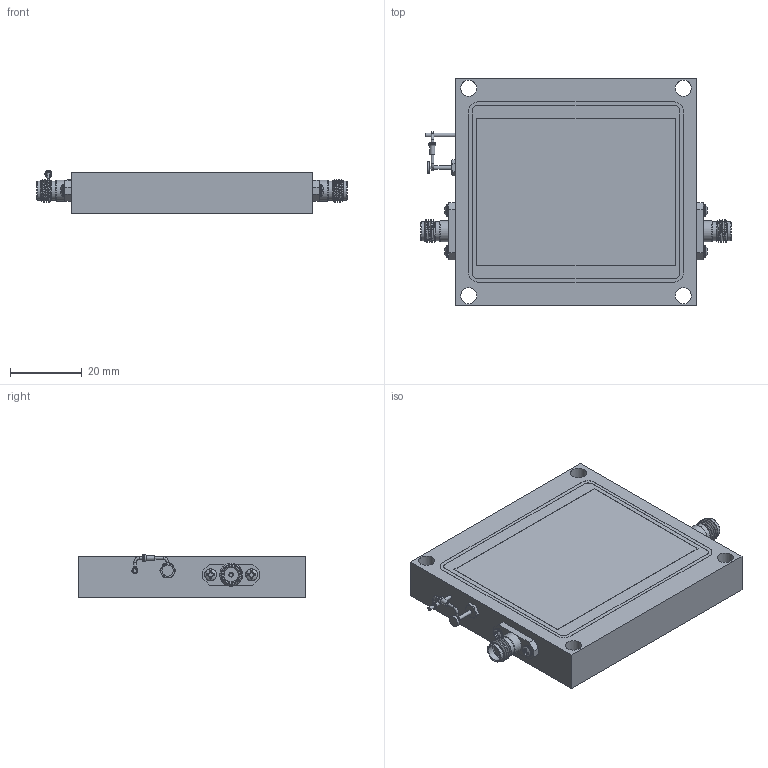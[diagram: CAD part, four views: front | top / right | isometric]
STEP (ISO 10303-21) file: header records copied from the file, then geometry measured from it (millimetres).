
FILE_DESCRIPTION (( 'STEP AP203' ), '1' );
FILE_NAME ('SPA-180-30-01-SMA-B_3D.step', '2021-03-18T16:09:36', ( '' ), ( '' ), 'SwSTEP 2.0', 'SolidWorks 2020', '' );
FILE_SCHEMA (( 'CONFIG_CONTROL_DESIGN' ));
Length unit declared in the file: inch
Products named in the file (1): SPA-180-30-01-SMA-B_3D
Bounding box: 86.46 x 63.5 x 12 mm (x, y, z)
Volume: 48961.2 mm3; surface area: 13058.3 mm2
Topology: 1 solids, 9 shells, 374 faces, 928 edges, 611 vertices
Faces by surface type: plane 161, cylinder 136, cone 34, bspline 22, torus 17, sphere 4
Full cylindrical faces by diameter (mm): 0.508 x2, 0.762 x4, 1.016 x8, 1.27 x4, 1.412 x1, 1.854 x4, 1.984 x1, 3.15 x1, 3.393 x4, 4.5 x4, 4.521 x2, 5.08 x2, 5.334 x4, 5.842 x2
Entity records: 17939 total; most frequent: CARTESIAN_POINT 9834, ORIENTED_EDGE 1672, DIRECTION 1548, EDGE_CURVE 836, AXIS2_PLACEMENT_3D 622, VERTEX_POINT 588, EDGE_LOOP 494, FACE_OUTER_BOUND 437
